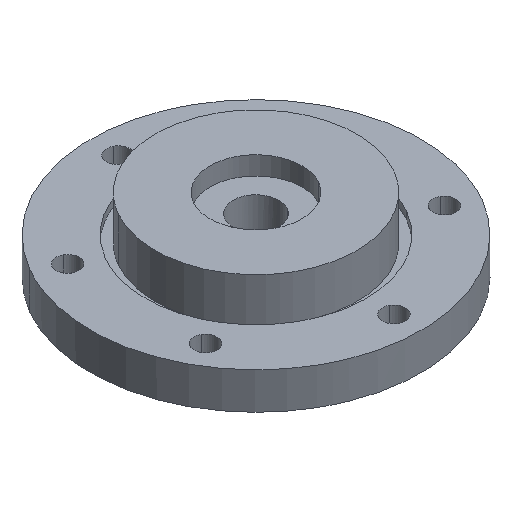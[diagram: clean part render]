
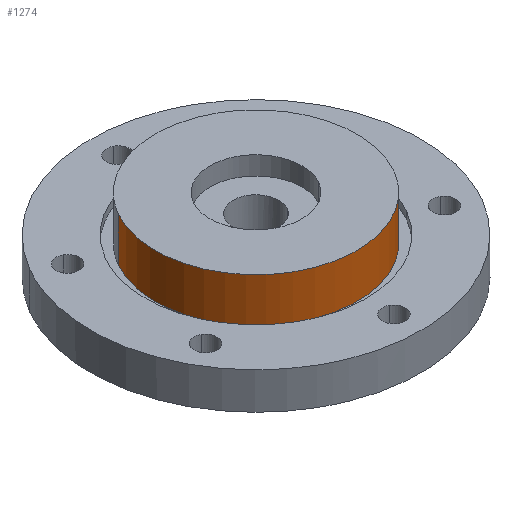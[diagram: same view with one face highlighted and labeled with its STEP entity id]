
A CAD part, isometric view. The second image highlights one B-rep face of the part: STEP entity #1274.
In plain terms, the highlighted free-form (B-spline) face has degree [2, 1] with [9, 2] control points.
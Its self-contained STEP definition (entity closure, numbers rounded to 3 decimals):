
#25 = CARTESIAN_POINT ( 'NONE',  ( 2806.113, 2233.978, 15.52 ) ) ;
#40 = CARTESIAN_POINT ( 'NONE',  ( 2720.296, 2221.916, 40. ) ) ;
#49 = CARTESIAN_POINT ( 'NONE',  ( 2717.802, 2224.478, 40. ) ) ;
#69 = CARTESIAN_POINT ( 'NONE',  ( 2703.96, 2254.643, 40. ) ) ;
#95 = CARTESIAN_POINT ( 'NONE',  ( 2789.823, 2216.147, 40. ) ) ;
#99 = FACE_OUTER_BOUND ( 'NONE', #1665, .T. ) ;
#206 = B_SPLINE_CURVE_WITH_KNOTS ( 'NONE', 3,
 ( #2598, #486, #1339, #1561, #282, #1571, #2009, #497, #1378, #778, #1416, #1634, #95, #770, #741, #2030, #1155, #319 ),
 .UNSPECIFIED., .F., .F.,
 ( 4, 2, 2, 2, 2, 2, 2, 2, 4 ),
 ( 270., 281.25, 292.5, 303.75, 315., 326.25, 337.5, 348.75, 360. ),
 .UNSPECIFIED. ) ;
#228 = B_SPLINE_CURVE_WITH_KNOTS ( 'NONE', 1,
 ( #1804, #761 ),
 .UNSPECIFIED., .F., .F.,
 ( 2, 2 ),
 ( -2.5, 21.5 ),
 .UNSPECIFIED. ) ;
#248 = CARTESIAN_POINT ( 'NONE',  ( 2738.474, 2336.423, 40.48 ) ) ;
#282 = CARTESIAN_POINT ( 'NONE',  ( 2746.951, 2207.648, 40. ) ) ;
#319 = CARTESIAN_POINT ( 'NONE',  ( 2806.113, 2233.978, 40. ) ) ;
#461 = B_SPLINE_CURVE_WITH_KNOTS ( 'NONE', 1,
 ( #1102, #914 ),
 .UNSPECIFIED., .F., .F.,
 ( 2, 2 ),
 ( -2.5, 21.5 ),
 .UNSPECIFIED. ) ;
#473 = EDGE_CURVE ( 'NONE', #2448, #703, #1147, .T. ) ;
#482 = CARTESIAN_POINT ( 'NONE',  ( 2704.789, 2273.045, 40. ) ) ;
#486 = CARTESIAN_POINT ( 'NONE',  ( 2733.92, 2212.266, 40. ) ) ;
#497 = CARTESIAN_POINT ( 'NONE',  ( 2765.354, 2206.82, 40. ) ) ;
#530 = EDGE_CURVE ( 'NONE', #2448, #2548, #228, .T. ) ;
#661 = CARTESIAN_POINT ( 'NONE',  ( 2778.663, 2186.433, 15.52 ) ) ;
#681 = CARTESIAN_POINT ( 'NONE',  ( 2731.118, 2213.883, 16. ) ) ;
#686 = CARTESIAN_POINT ( 'NONE',  ( 2707.977, 2283.026, 40. ) ) ;
#703 = VERTEX_POINT ( 'NONE', #681 ) ;
#708 = CARTESIAN_POINT ( 'NONE',  ( 2728.317, 2215.501, 40. ) ) ;
#741 = CARTESIAN_POINT ( 'NONE',  ( 2798.08, 2223.156, 40. ) ) ;
#742 = EDGE_CURVE ( 'NONE', #2143, #1601, #206, .T. ) ;
#744 = CARTESIAN_POINT ( 'NONE',  ( 2683.574, 2241.333, 16. ) ) ;
#761 = CARTESIAN_POINT ( 'NONE',  ( 2711.024, 2288.878, 40. ) ) ;
#770 = CARTESIAN_POINT ( 'NONE',  ( 2795.519, 2220.662, 40. ) ) ;
#778 = CARTESIAN_POINT ( 'NONE',  ( 2776.438, 2209.38, 40. ) ) ;
#800 = CARTESIAN_POINT ( 'NONE',  ( 2711.024, 2288.878, 16. ) ) ;
#876 = CARTESIAN_POINT ( 'NONE',  ( 2786.018, 2308.973, 40.48 ) ) ;
#884 = CARTESIAN_POINT ( 'NONE',  ( 2703.727, 2265.855, 40. ) ) ;
#887 = CARTESIAN_POINT ( 'NONE',  ( 2711.024, 2288.878, 40.48 ) ) ;
#892 = ORIENTED_EDGE ( 'NONE', *, *, #742, .F. ) ;
#895 = CARTESIAN_POINT ( 'NONE',  ( 2707.884, 2240.001, 40. ) ) ;
#907 = CARTESIAN_POINT ( 'NONE',  ( 2713.287, 2230.174, 40. ) ) ;
#909 = CARTESIAN_POINT ( 'NONE',  ( 2683.574, 2241.333, 15.52 ) ) ;
#914 = CARTESIAN_POINT ( 'NONE',  ( 2806.113, 2233.978, 40. ) ) ;
#930 = CARTESIAN_POINT ( 'NONE',  ( 2705.668, 2276.511, 40. ) ) ;
#951 =( BOUNDED_CURVE ( )  B_SPLINE_CURVE ( 2, ( #1133, #1097, #2614 ),
 .UNSPECIFIED., .F., .T. ) 
 B_SPLINE_CURVE_WITH_KNOTS ( ( 3, 3 ),
 ( 270., 360. ),
 .UNSPECIFIED. ) 
 CURVE ( )  GEOMETRIC_REPRESENTATION_ITEM ( )  RATIONAL_B_SPLINE_CURVE ( ( 1., 0.707, 1. ) ) 
 REPRESENTATION_ITEM ( '' )  );
#997 =( BOUNDED_SURFACE ( )  B_SPLINE_SURFACE ( 2, 1, ( 
 ( #1311, #1961 ),
 ( #2194, #1748 ),
 ( #1510, #876 ),
 ( #1738, #248 ),
 ( #1549, #887 ),
 ( #909, #1951 ),
 ( #1775, #2373 ),
 ( #661, #1764 ),
 ( #25, #1526 ) ),
 .UNSPECIFIED., .T., .F., .F. ) 
 B_SPLINE_SURFACE_WITH_KNOTS ( ( 3, 2, 2, 2, 3 ),
 ( 2, 2 ),
 ( 0., 90., 180., 270., 360. ),
 ( -2.98, 21.98 ),
 .UNSPECIFIED. ) 
 GEOMETRIC_REPRESENTATION_ITEM ( )  RATIONAL_B_SPLINE_SURFACE ( (
 ( 1., 1.),
 ( 0.707, 0.707),
 ( 1., 1.),
 ( 0.707, 0.707),
 ( 1., 1.),
 ( 0.707, 0.707),
 ( 1., 1.),
 ( 0.707, 0.707),
 ( 1., 1.) ) ) 
 REPRESENTATION_ITEM ( '' )  SURFACE ( )  );
#1097 = CARTESIAN_POINT ( 'NONE',  ( 2778.663, 2186.433, 16. ) ) ;
#1102 = CARTESIAN_POINT ( 'NONE',  ( 2806.113, 2233.978, 16. ) ) ;
#1133 = CARTESIAN_POINT ( 'NONE',  ( 2731.118, 2213.883, 16. ) ) ;
#1147 =( BOUNDED_CURVE ( )  B_SPLINE_CURVE ( 2, ( #2696, #744, #2026 ),
 .UNSPECIFIED., .F., .T. ) 
 B_SPLINE_CURVE_WITH_KNOTS ( ( 3, 3 ),
 ( 180., 270. ),
 .UNSPECIFIED. ) 
 CURVE ( )  GEOMETRIC_REPRESENTATION_ITEM ( )  RATIONAL_B_SPLINE_CURVE ( ( 1., 0.707, 1. ) ) 
 REPRESENTATION_ITEM ( '' )  );
#1155 = CARTESIAN_POINT ( 'NONE',  ( 2804.496, 2231.177, 40. ) ) ;
#1191 = CARTESIAN_POINT ( 'NONE',  ( 2806.113, 2233.978, 40. ) ) ;
#1274 = ADVANCED_FACE ( 'NONE', ( #99 ), #997, .T. ) ;
#1311 = CARTESIAN_POINT ( 'NONE',  ( 2806.113, 2233.978, 15.52 ) ) ;
#1328 = CARTESIAN_POINT ( 'NONE',  ( 2704.558, 2250.88, 40. ) ) ;
#1339 = CARTESIAN_POINT ( 'NONE',  ( 2736.97, 2210.837, 40. ) ) ;
#1361 = VERTEX_POINT ( 'NONE', #1980 ) ;
#1378 = CARTESIAN_POINT ( 'NONE',  ( 2769.117, 2207.418, 40. ) ) ;
#1416 = CARTESIAN_POINT ( 'NONE',  ( 2779.996, 2210.744, 40. ) ) ;
#1510 = CARTESIAN_POINT ( 'NONE',  ( 2786.018, 2308.973, 15.52 ) ) ;
#1526 = CARTESIAN_POINT ( 'NONE',  ( 2806.113, 2233.978, 40.48 ) ) ;
#1549 = CARTESIAN_POINT ( 'NONE',  ( 2711.024, 2288.878, 15.52 ) ) ;
#1554 = CARTESIAN_POINT ( 'NONE',  ( 2711.024, 2288.878, 40. ) ) ;
#1561 = CARTESIAN_POINT ( 'NONE',  ( 2743.486, 2208.528, 40. ) ) ;
#1571 = CARTESIAN_POINT ( 'NONE',  ( 2754.142, 2206.586, 40. ) ) ;
#1573 = CARTESIAN_POINT ( 'NONE',  ( 2731.118, 2213.883, 40. ) ) ;
#1578 = CARTESIAN_POINT ( 'NONE',  ( 2706.52, 2243.558, 40. ) ) ;
#1601 = VERTEX_POINT ( 'NONE', #1191 ) ;
#1603 = ORIENTED_EDGE ( 'NONE', *, *, #1942, .T. ) ;
#1634 = CARTESIAN_POINT ( 'NONE',  ( 2786.689, 2214.128, 40. ) ) ;
#1665 = EDGE_LOOP ( 'NONE', ( #1936, #2235, #2315, #1603, #892, #2646 ) ) ;
#1738 = CARTESIAN_POINT ( 'NONE',  ( 2738.474, 2336.423, 15.52 ) ) ;
#1748 = CARTESIAN_POINT ( 'NONE',  ( 2833.563, 2281.523, 40.48 ) ) ;
#1764 = CARTESIAN_POINT ( 'NONE',  ( 2778.663, 2186.433, 40.48 ) ) ;
#1775 = CARTESIAN_POINT ( 'NONE',  ( 2731.118, 2213.883, 15.52 ) ) ;
#1804 = CARTESIAN_POINT ( 'NONE',  ( 2711.024, 2288.878, 16. ) ) ;
#1936 = ORIENTED_EDGE ( 'NONE', *, *, #530, .F. ) ;
#1942 = EDGE_CURVE ( 'NONE', #1361, #1601, #461, .T. ) ;
#1951 = CARTESIAN_POINT ( 'NONE',  ( 2683.574, 2241.333, 40.48 ) ) ;
#1961 = CARTESIAN_POINT ( 'NONE',  ( 2806.113, 2233.978, 40.48 ) ) ;
#1980 = CARTESIAN_POINT ( 'NONE',  ( 2806.113, 2233.978, 16. ) ) ;
#2008 = EDGE_CURVE ( 'NONE', #2548, #2143, #2121, .T. ) ;
#2009 = CARTESIAN_POINT ( 'NONE',  ( 2757.866, 2206.405, 40. ) ) ;
#2018 = CARTESIAN_POINT ( 'NONE',  ( 2703.545, 2262.131, 40. ) ) ;
#2026 = CARTESIAN_POINT ( 'NONE',  ( 2731.118, 2213.883, 16. ) ) ;
#2030 = CARTESIAN_POINT ( 'NONE',  ( 2802.569, 2228.414, 40. ) ) ;
#2034 = EDGE_CURVE ( 'NONE', #703, #1361, #951, .T. ) ;
#2121 = B_SPLINE_CURVE_WITH_KNOTS ( 'NONE', 3,
 ( #1554, #2198, #686, #930, #482, #884, #2018, #69, #1328, #1578, #895, #2175, #907, #49, #40, #2386, #708, #2604 ),
 .UNSPECIFIED., .F., .F.,
 ( 4, 2, 2, 2, 2, 2, 2, 2, 4 ),
 ( 180., 191.25, 202.5, 213.75, 225., 236.25, 247.5, 258.75, 270. ),
 .UNSPECIFIED. ) ;
#2143 = VERTEX_POINT ( 'NONE', #1573 ) ;
#2166 = CARTESIAN_POINT ( 'NONE',  ( 2711.024, 2288.878, 40. ) ) ;
#2175 = CARTESIAN_POINT ( 'NONE',  ( 2711.268, 2233.308, 40. ) ) ;
#2194 = CARTESIAN_POINT ( 'NONE',  ( 2833.563, 2281.523, 15.52 ) ) ;
#2198 = CARTESIAN_POINT ( 'NONE',  ( 2709.406, 2286.077, 40. ) ) ;
#2235 = ORIENTED_EDGE ( 'NONE', *, *, #473, .T. ) ;
#2315 = ORIENTED_EDGE ( 'NONE', *, *, #2034, .T. ) ;
#2373 = CARTESIAN_POINT ( 'NONE',  ( 2731.118, 2213.883, 40.48 ) ) ;
#2386 = CARTESIAN_POINT ( 'NONE',  ( 2725.554, 2217.428, 40. ) ) ;
#2448 = VERTEX_POINT ( 'NONE', #800 ) ;
#2548 = VERTEX_POINT ( 'NONE', #2166 ) ;
#2598 = CARTESIAN_POINT ( 'NONE',  ( 2731.118, 2213.883, 40. ) ) ;
#2604 = CARTESIAN_POINT ( 'NONE',  ( 2731.118, 2213.883, 40. ) ) ;
#2614 = CARTESIAN_POINT ( 'NONE',  ( 2806.113, 2233.978, 16. ) ) ;
#2646 = ORIENTED_EDGE ( 'NONE', *, *, #2008, .F. ) ;
#2696 = CARTESIAN_POINT ( 'NONE',  ( 2711.024, 2288.878, 16. ) ) ;
